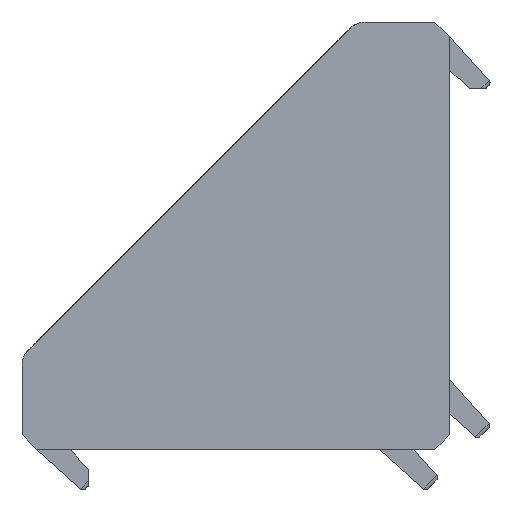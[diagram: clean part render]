
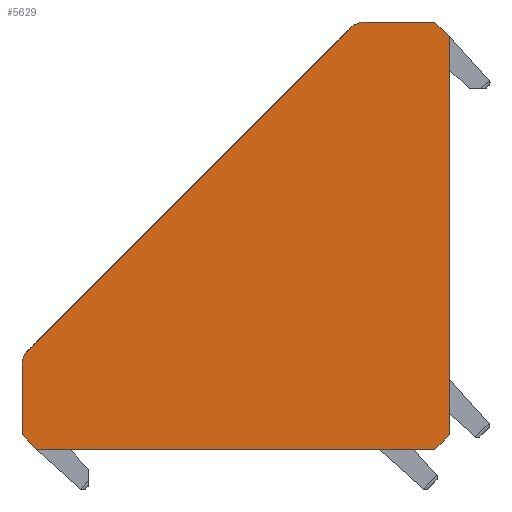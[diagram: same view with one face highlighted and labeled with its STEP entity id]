
A CAD part, left-side view. The second image highlights one B-rep face of the part: STEP entity #5629.
In plain terms, the highlighted planar face has unit normal (-1, -0.006, -0.006).
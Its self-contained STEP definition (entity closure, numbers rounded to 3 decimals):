
#38 = CARTESIAN_POINT ( 'NONE',  ( -20.954, 1.414, 41. ) ) ;
#109 = VECTOR ( 'NONE', #4524, 1000. ) ;
#126 = VERTEX_POINT ( 'NONE', #7474 ) ;
#138 = DIRECTION ( 'NONE',  ( 0.009, -0.707, -0.707 ) ) ;
#241 =( BOUNDED_CURVE ( )  B_SPLINE_CURVE ( 3, ( #6294, #1179, #4160, #9281 ),
 .UNSPECIFIED., .F., .F. ) 
 B_SPLINE_CURVE_WITH_KNOTS ( ( 4, 4 ),
 ( 5.498, 6.283 ),
 .UNSPECIFIED. ) 
 CURVE ( )  GEOMETRIC_REPRESENTATION_ITEM ( )  RATIONAL_B_SPLINE_CURVE ( ( 1., 0.949, 0.949, 1. ) ) 
 REPRESENTATION_ITEM ( '' )  );
#313 = VERTEX_POINT ( 'NONE', #1861 ) ;
#398 = DIRECTION ( 'NONE',  ( -0.009, 0.707, 0.707 ) ) ;
#640 = CARTESIAN_POINT ( 'NONE',  ( -20.995, 8.093, 41. ) ) ;
#1028 = EDGE_CURVE ( 'NONE', #313, #7276, #3444, .T. ) ;
#1179 = CARTESIAN_POINT ( 'NONE',  ( -20.998, 41., 8.631 ) ) ;
#1202 = CARTESIAN_POINT ( 'NONE',  ( -21.004, 9.508, 41. ) ) ;
#1344 = CARTESIAN_POINT ( 'NONE',  ( -21., 9.508, 40.414 ) ) ;
#1349 = ORIENTED_EDGE ( 'NONE', *, *, #8949, .F. ) ;
#1396 = DIRECTION ( 'NONE',  ( 0.006, 0., -1. ) ) ;
#1403 = ORIENTED_EDGE ( 'NONE', *, *, #3025, .F. ) ;
#1475 = LINE ( 'NONE', #7742, #3434 ) ;
#1861 = CARTESIAN_POINT ( 'NONE',  ( -20.936, 0., 39.586 ) ) ;
#1879 = DIRECTION ( 'NONE',  ( -0.006, 0., 1. ) ) ;
#1920 = LINE ( 'NONE', #8458, #5380 ) ;
#1927 = DIRECTION ( 'NONE',  ( 0.006, -1., 0. ) ) ;
#2007 = VECTOR ( 'NONE', #6300, 1000. ) ;
#2044 = CARTESIAN_POINT ( 'NONE',  ( -21., 9.508, 40.414 ) ) ;
#2180 = VECTOR ( 'NONE', #398, 1000. ) ;
#2747 = VECTOR ( 'NONE', #1396, 1000. ) ;
#2945 = CARTESIAN_POINT ( 'NONE',  ( -21., 9.508, 40.414 ) ) ;
#2994 = CARTESIAN_POINT ( 'NONE',  ( -20.995, 8.093, 41. ) ) ;
#3025 = EDGE_CURVE ( 'NONE', #8657, #313, #4489, .T. ) ;
#3044 = FACE_OUTER_BOUND ( 'NONE', #3389, .T. ) ;
#3144 = VERTEX_POINT ( 'NONE', #7390 ) ;
#3208 = VERTEX_POINT ( 'NONE', #2945 ) ;
#3336 = EDGE_CURVE ( 'NONE', #8539, #6965, #1920, .T. ) ;
#3343 = CARTESIAN_POINT ( 'NONE',  ( -21., 9.508, 40.414 ) ) ;
#3363 = EDGE_CURVE ( 'NONE', #7276, #8539, #1475, .T. ) ;
#3389 = EDGE_LOOP ( 'NONE', ( #1403, #9193, #7478, #3957, #1349, #6829, #5898, #7738, #3635, #8329 ) ) ;
#3434 = VECTOR ( 'NONE', #5531, 1000. ) ;
#3444 = LINE ( 'NONE', #8000, #2747 ) ;
#3635 = ORIENTED_EDGE ( 'NONE', *, *, #3363, .F. ) ;
#3639 = VECTOR ( 'NONE', #1927, 1000. ) ;
#3775 = CARTESIAN_POINT ( 'NONE',  ( -21.194, 41., 40.413 ) ) ;
#3803 = CARTESIAN_POINT ( 'NONE',  ( -20.954, 41., 1.414 ) ) ;
#3957 = ORIENTED_EDGE ( 'NONE', *, *, #6585, .F. ) ;
#3987 = LINE ( 'NONE', #2044, #2007 ) ;
#4160 = CARTESIAN_POINT ( 'NONE',  ( -21., 40.794, 9.127 ) ) ;
#4259 = AXIS2_PLACEMENT_3D ( 'NONE', #3343, #6268, #1879 ) ;
#4342 = EDGE_CURVE ( 'NONE', #5365, #8657, #7542, .T. ) ;
#4489 = LINE ( 'NONE', #7452, #8371 ) ;
#4524 = DIRECTION ( 'NONE',  ( -0.006, 0., 1. ) ) ;
#4564 = EDGE_CURVE ( 'NONE', #8746, #126, #5921, .T. ) ;
#4834 = DIRECTION ( 'NONE',  ( -0.006, 1., 0. ) ) ;
#5041 = CARTESIAN_POINT ( 'NONE',  ( -20.998, 8.631, 41. ) ) ;
#5183 = CARTESIAN_POINT ( 'NONE',  ( -20.936, 39.586, 0. ) ) ;
#5365 = VERTEX_POINT ( 'NONE', #2994 ) ;
#5380 = VECTOR ( 'NONE', #4834, 1000. ) ;
#5531 = DIRECTION ( 'NONE',  ( 0., 0.707, -0.707 ) ) ;
#5544 = PLANE ( 'NONE',  #4259 ) ;
#5629 = ADVANCED_FACE ( 'NONE', ( #3044 ), #5544, .T. ) ;
#5727 = CARTESIAN_POINT ( 'NONE',  ( -21., 9.127, 40.794 ) ) ;
#5898 = ORIENTED_EDGE ( 'NONE', *, *, #9383, .F. ) ;
#5921 = LINE ( 'NONE', #3775, #109 ) ;
#6268 = DIRECTION ( 'NONE',  ( -1., -0.006, -0.006 ) ) ;
#6294 = CARTESIAN_POINT ( 'NONE',  ( -20.995, 41., 8.093 ) ) ;
#6300 = DIRECTION ( 'NONE',  ( 0., -0.707, 0.707 ) ) ;
#6303 =( BOUNDED_CURVE ( )  B_SPLINE_CURVE ( 3, ( #1344, #5727, #5041, #640 ),
 .UNSPECIFIED., .F., .F. ) 
 B_SPLINE_CURVE_WITH_KNOTS ( ( 4, 4 ),
 ( 0., 0.785 ),
 .UNSPECIFIED. ) 
 CURVE ( )  GEOMETRIC_REPRESENTATION_ITEM ( )  RATIONAL_B_SPLINE_CURVE ( ( 1., 0.949, 0.949, 1. ) ) 
 REPRESENTATION_ITEM ( '' )  );
#6585 = EDGE_CURVE ( 'NONE', #3144, #3208, #3987, .T. ) ;
#6829 = ORIENTED_EDGE ( 'NONE', *, *, #4564, .F. ) ;
#6965 = VERTEX_POINT ( 'NONE', #5183 ) ;
#7276 = VERTEX_POINT ( 'NONE', #8462 ) ;
#7390 = CARTESIAN_POINT ( 'NONE',  ( -21., 40.414, 9.508 ) ) ;
#7452 = CARTESIAN_POINT ( 'NONE',  ( -21., 5.168, 44.754 ) ) ;
#7474 = CARTESIAN_POINT ( 'NONE',  ( -20.995, 41., 8.093 ) ) ;
#7478 = ORIENTED_EDGE ( 'NONE', *, *, #9079, .F. ) ;
#7542 = LINE ( 'NONE', #1202, #3639 ) ;
#7738 = ORIENTED_EDGE ( 'NONE', *, *, #3336, .F. ) ;
#7742 = CARTESIAN_POINT ( 'NONE',  ( -20.701, -14.746, 16.16 ) ) ;
#7813 = CARTESIAN_POINT ( 'NONE',  ( -20.701, 1.414, 0. ) ) ;
#8000 = CARTESIAN_POINT ( 'NONE',  ( -20.941, 0., 40.415 ) ) ;
#8043 = LINE ( 'NONE', #9174, #2180 ) ;
#8329 = ORIENTED_EDGE ( 'NONE', *, *, #1028, .F. ) ;
#8371 = VECTOR ( 'NONE', #138, 1000. ) ;
#8458 = CARTESIAN_POINT ( 'NONE',  ( -20.751, 9.509, 0. ) ) ;
#8462 = CARTESIAN_POINT ( 'NONE',  ( -20.701, 0., 1.414 ) ) ;
#8539 = VERTEX_POINT ( 'NONE', #7813 ) ;
#8657 = VERTEX_POINT ( 'NONE', #38 ) ;
#8746 = VERTEX_POINT ( 'NONE', #3803 ) ;
#8949 = EDGE_CURVE ( 'NONE', #126, #3144, #241, .T. ) ;
#9079 = EDGE_CURVE ( 'NONE', #3208, #5365, #6303, .T. ) ;
#9174 = CARTESIAN_POINT ( 'NONE',  ( -21., 44.754, 5.168 ) ) ;
#9193 = ORIENTED_EDGE ( 'NONE', *, *, #4342, .F. ) ;
#9281 = CARTESIAN_POINT ( 'NONE',  ( -21., 40.414, 9.508 ) ) ;
#9383 = EDGE_CURVE ( 'NONE', #6965, #8746, #8043, .T. ) ;
